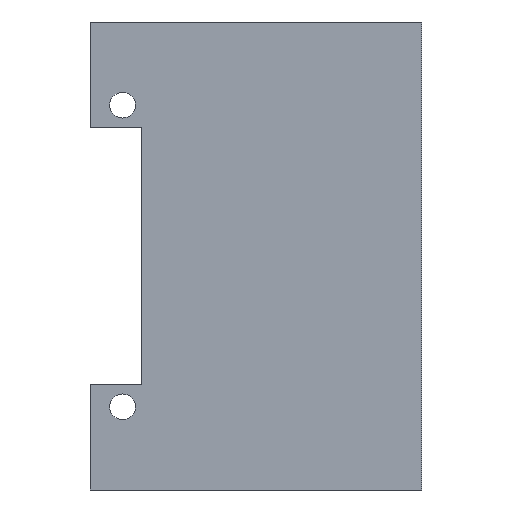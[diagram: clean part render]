
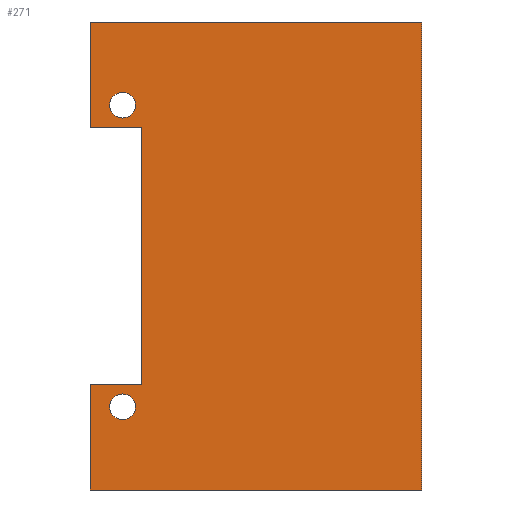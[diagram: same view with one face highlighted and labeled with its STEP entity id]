
A CAD part, front view. The second image highlights one B-rep face of the part: STEP entity #271.
In plain terms, the highlighted planar face has unit normal (0, -1, 0).
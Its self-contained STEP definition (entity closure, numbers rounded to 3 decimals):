
#1 = VERTEX_POINT ( 'NONE', #498 ) ;
#23 = VERTEX_POINT ( 'NONE', #585 ) ;
#39 = CARTESIAN_POINT ( 'NONE',  ( 0., 0., -17.465 ) ) ;
#45 = DIRECTION ( 'NONE',  ( -1., 0., 0. ) ) ;
#47 = AXIS2_PLACEMENT_3D ( 'NONE', #837, #445, #129 ) ;
#52 = EDGE_LOOP ( 'NONE', ( #558, #482 ) ) ;
#61 = DIRECTION ( 'NONE',  ( 0., 0., 1. ) ) ;
#86 = CIRCLE ( 'NONE', #682, 1.75 ) ;
#94 = CARTESIAN_POINT ( 'NONE',  ( -7., 0., -17.465 ) ) ;
#126 = DIRECTION ( 'NONE',  ( 0., 0., -1. ) ) ;
#128 = DIRECTION ( 'NONE',  ( -1., 0., 0. ) ) ;
#129 = DIRECTION ( 'NONE',  ( 0., 0., 1. ) ) ;
#135 = VECTOR ( 'NONE', #602, 1000. ) ;
#138 = FACE_BOUND ( 'NONE', #872, .T. ) ;
#141 = VERTEX_POINT ( 'NONE', #404 ) ;
#174 = EDGE_CURVE ( 'NONE', #297, #647, #304, .T. ) ;
#180 = FACE_BOUND ( 'NONE', #52, .T. ) ;
#188 = CARTESIAN_POINT ( 'NONE',  ( 0., 0., -17.465 ) ) ;
#194 = CARTESIAN_POINT ( 'NONE',  ( 0., 0., 31.755 ) ) ;
#231 = ORIENTED_EDGE ( 'NONE', *, *, #522, .F. ) ;
#234 = AXIS2_PLACEMENT_3D ( 'NONE', #1006, #774, #61 ) ;
#249 = DIRECTION ( 'NONE',  ( 1., 0., 0. ) ) ;
#260 = CIRCLE ( 'NONE', #574, 1.75 ) ;
#266 = CARTESIAN_POINT ( 'NONE',  ( 0., 0., -31.755 ) ) ;
#267 = CARTESIAN_POINT ( 'NONE',  ( 0., 0., 17.465 ) ) ;
#269 = DIRECTION ( 'NONE',  ( 0., 0., -1. ) ) ;
#271 = ADVANCED_FACE ( 'NONE', ( #138, #180, #1021 ), #460, .F. ) ;
#272 = AXIS2_PLACEMENT_3D ( 'NONE', #860, #390, #1016 ) ;
#281 = CARTESIAN_POINT ( 'NONE',  ( -2.6, 0., -22.215 ) ) ;
#283 = CARTESIAN_POINT ( 'NONE',  ( -2.6, 0., -20.465 ) ) ;
#288 = ORIENTED_EDGE ( 'NONE', *, *, #795, .T. ) ;
#295 = CARTESIAN_POINT ( 'NONE',  ( -2.6, 0., 18.715 ) ) ;
#297 = VERTEX_POINT ( 'NONE', #295 ) ;
#304 = CIRCLE ( 'NONE', #272, 1.75 ) ;
#308 = EDGE_LOOP ( 'NONE', ( #639, #852, #770, #1011, #288, #887, #231, #1018 ) ) ;
#332 = EDGE_CURVE ( 'NONE', #414, #799, #689, .T. ) ;
#344 = CARTESIAN_POINT ( 'NONE',  ( 38., 0., 0. ) ) ;
#348 = CARTESIAN_POINT ( 'NONE',  ( 38., 0., -31.755 ) ) ;
#354 = CARTESIAN_POINT ( 'NONE',  ( 0., 0., 0. ) ) ;
#378 = EDGE_CURVE ( 'NONE', #414, #686, #909, .T. ) ;
#390 = DIRECTION ( 'NONE',  ( 0., 1., 0. ) ) ;
#396 = EDGE_CURVE ( 'NONE', #686, #625, #564, .T. ) ;
#397 = EDGE_CURVE ( 'NONE', #647, #297, #688, .T. ) ;
#404 = CARTESIAN_POINT ( 'NONE',  ( -7., 0., 31.755 ) ) ;
#413 = VERTEX_POINT ( 'NONE', #281 ) ;
#414 = VERTEX_POINT ( 'NONE', #267 ) ;
#420 = CARTESIAN_POINT ( 'NONE',  ( -2.6, 0., -18.715 ) ) ;
#424 = DIRECTION ( 'NONE',  ( 0., 0., 1. ) ) ;
#430 = VECTOR ( 'NONE', #431, 1000. ) ;
#431 = DIRECTION ( 'NONE',  ( 1., 0., 0. ) ) ;
#432 = CARTESIAN_POINT ( 'NONE',  ( -7., 0., 0. ) ) ;
#433 = LINE ( 'NONE', #432, #486 ) ;
#445 = DIRECTION ( 'NONE',  ( 0., 1., 0. ) ) ;
#460 = PLANE ( 'NONE',  #234 ) ;
#461 = DIRECTION ( 'NONE',  ( 0., 0., -1. ) ) ;
#472 = EDGE_CURVE ( 'NONE', #413, #784, #260, .T. ) ;
#477 = VECTOR ( 'NONE', #128, 1000. ) ;
#482 = ORIENTED_EDGE ( 'NONE', *, *, #174, .T. ) ;
#486 = VECTOR ( 'NONE', #590, 1000. ) ;
#495 = EDGE_CURVE ( 'NONE', #784, #413, #86, .T. ) ;
#498 = CARTESIAN_POINT ( 'NONE',  ( -7., 0., -31.755 ) ) ;
#509 = ORIENTED_EDGE ( 'NONE', *, *, #495, .F. ) ;
#522 = EDGE_CURVE ( 'NONE', #799, #141, #433, .T. ) ;
#549 = ORIENTED_EDGE ( 'NONE', *, *, #472, .F. ) ;
#558 = ORIENTED_EDGE ( 'NONE', *, *, #397, .T. ) ;
#564 = LINE ( 'NONE', #39, #735 ) ;
#574 = AXIS2_PLACEMENT_3D ( 'NONE', #283, #905, #461 ) ;
#585 = CARTESIAN_POINT ( 'NONE',  ( 38., 0., 31.755 ) ) ;
#586 = EDGE_CURVE ( 'NONE', #1, #684, #798, .T. ) ;
#590 = DIRECTION ( 'NONE',  ( 0., 0., 1. ) ) ;
#602 = DIRECTION ( 'NONE',  ( 0., 0., -1. ) ) ;
#604 = CARTESIAN_POINT ( 'NONE',  ( 0., 0., 17.465 ) ) ;
#609 = LINE ( 'NONE', #662, #135 ) ;
#625 = VERTEX_POINT ( 'NONE', #94 ) ;
#633 = LINE ( 'NONE', #344, #687 ) ;
#639 = ORIENTED_EDGE ( 'NONE', *, *, #378, .T. ) ;
#647 = VERTEX_POINT ( 'NONE', #969 ) ;
#662 = CARTESIAN_POINT ( 'NONE',  ( -7., 0., 0. ) ) ;
#670 = DIRECTION ( 'NONE',  ( 0., -1., 0. ) ) ;
#682 = AXIS2_PLACEMENT_3D ( 'NONE', #903, #670, #269 ) ;
#684 = VERTEX_POINT ( 'NONE', #348 ) ;
#686 = VERTEX_POINT ( 'NONE', #188 ) ;
#687 = VECTOR ( 'NONE', #424, 1000. ) ;
#688 = CIRCLE ( 'NONE', #47, 1.75 ) ;
#689 = LINE ( 'NONE', #604, #477 ) ;
#708 = LINE ( 'NONE', #194, #430 ) ;
#719 = VECTOR ( 'NONE', #249, 1000. ) ;
#735 = VECTOR ( 'NONE', #45, 1000. ) ;
#770 = ORIENTED_EDGE ( 'NONE', *, *, #902, .T. ) ;
#774 = DIRECTION ( 'NONE',  ( 0., 1., 0. ) ) ;
#784 = VERTEX_POINT ( 'NONE', #420 ) ;
#795 = EDGE_CURVE ( 'NONE', #684, #23, #633, .T. ) ;
#798 = LINE ( 'NONE', #266, #719 ) ;
#799 = VERTEX_POINT ( 'NONE', #975 ) ;
#837 = CARTESIAN_POINT ( 'NONE',  ( -2.6, 0., 20.465 ) ) ;
#852 = ORIENTED_EDGE ( 'NONE', *, *, #396, .T. ) ;
#860 = CARTESIAN_POINT ( 'NONE',  ( -2.6, 0., 20.465 ) ) ;
#872 = EDGE_LOOP ( 'NONE', ( #509, #549 ) ) ;
#887 = ORIENTED_EDGE ( 'NONE', *, *, #936, .F. ) ;
#902 = EDGE_CURVE ( 'NONE', #625, #1, #609, .T. ) ;
#903 = CARTESIAN_POINT ( 'NONE',  ( -2.6, 0., -20.465 ) ) ;
#905 = DIRECTION ( 'NONE',  ( 0., -1., 0. ) ) ;
#909 = LINE ( 'NONE', #354, #1010 ) ;
#936 = EDGE_CURVE ( 'NONE', #141, #23, #708, .T. ) ;
#969 = CARTESIAN_POINT ( 'NONE',  ( -2.6, 0., 22.215 ) ) ;
#975 = CARTESIAN_POINT ( 'NONE',  ( -7., 0., 17.465 ) ) ;
#1006 = CARTESIAN_POINT ( 'NONE',  ( 0., 0., 0. ) ) ;
#1010 = VECTOR ( 'NONE', #126, 1000. ) ;
#1011 = ORIENTED_EDGE ( 'NONE', *, *, #586, .T. ) ;
#1016 = DIRECTION ( 'NONE',  ( 0., 0., 1. ) ) ;
#1018 = ORIENTED_EDGE ( 'NONE', *, *, #332, .F. ) ;
#1021 = FACE_OUTER_BOUND ( 'NONE', #308, .T. ) ;
